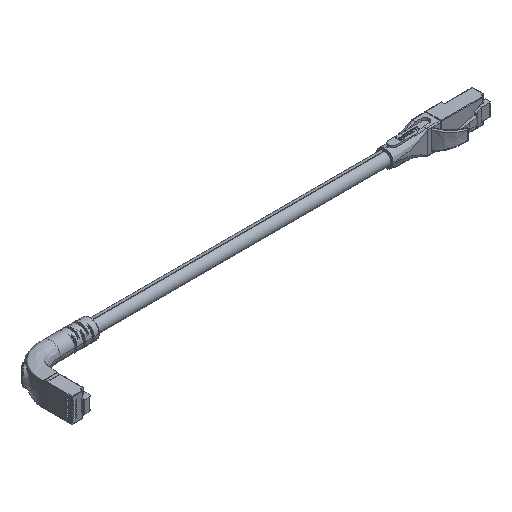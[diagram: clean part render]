
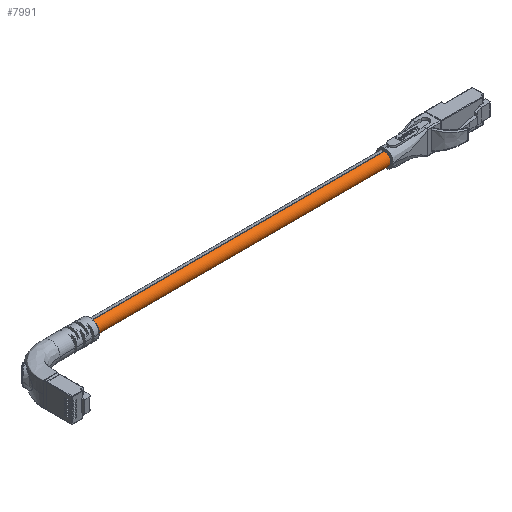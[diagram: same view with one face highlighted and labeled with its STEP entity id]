
A CAD part, isometric view. The second image highlights one B-rep face of the part: STEP entity #7991.
In plain terms, the highlighted cylindrical face has radius 3.048 mm (diameter 6.096 mm), a partial arc.
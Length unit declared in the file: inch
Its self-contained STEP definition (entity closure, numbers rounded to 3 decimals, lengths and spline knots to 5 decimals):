
#750 = VERTEX_POINT ( 'NONE', #33170 ) ;
#754 = VERTEX_POINT ( 'NONE', #33174 ) ;
#774 = VERTEX_POINT ( 'NONE', #33194 ) ;
#806 = VERTEX_POINT ( 'NONE', #33226 ) ;
#6918 = AXIS2_PLACEMENT_3D ( 'NONE', #28816, #28817, #28818 ) ;
#6920 = AXIS2_PLACEMENT_3D ( 'NONE', #28823, #28824, #28825 ) ;
#7991 = ADVANCED_FACE ( 'NONE', ( #25054 ), #25058, .T. ) ;
#8482 = EDGE_LOOP ( 'NONE', ( #8597, #8598, #8599, #8600 ) ) ;
#8597 = ORIENTED_EDGE ( 'NONE', *, *, #12780, .F. ) ;
#8598 = ORIENTED_EDGE ( 'NONE', *, *, #12776, .F. ) ;
#8599 = ORIENTED_EDGE ( 'NONE', *, *, #12777, .T. ) ;
#8600 = ORIENTED_EDGE ( 'NONE', *, *, #12773, .T. ) ;
#12642 = AXIS2_PLACEMENT_3D ( 'NONE', #13594, #13592, #13587 ) ;
#12773 = EDGE_CURVE ( 'NONE', #750, #774, #26416, .T. ) ;
#12776 = EDGE_CURVE ( 'NONE', #806, #754, #26429, .T. ) ;
#12777 = EDGE_CURVE ( 'NONE', #806, #750, #26430, .T. ) ;
#12780 = EDGE_CURVE ( 'NONE', #754, #774, #26431, .T. ) ;
#13587 = DIRECTION ( 'NONE',  ( 0., 0., 1. ) ) ;
#13592 = DIRECTION ( 'NONE',  ( -1., 0., 0. ) ) ;
#13594 = CARTESIAN_POINT ( 'NONE',  ( 3., 0., 0. ) ) ;
#25054 = FACE_OUTER_BOUND ( 'NONE', #8482, .T. ) ;
#25058 = CYLINDRICAL_SURFACE ( 'NONE', #12642, 0.12 ) ;
#26416 = CIRCLE ( 'NONE', #6918, 0.12 ) ;
#26429 = CIRCLE ( 'NONE', #6920, 0.12 ) ;
#26430 = LINE ( 'NONE', #28822, #26433 ) ;
#26431 = LINE ( 'NONE', #28827, #26436 ) ;
#26433 = VECTOR ( 'NONE', #28812, 39.37008 ) ;
#26436 = VECTOR ( 'NONE', #28801, 39.37008 ) ;
#28801 = DIRECTION ( 'NONE',  ( -1., 0., 0. ) ) ;
#28812 = DIRECTION ( 'NONE',  ( -1., 0., 0. ) ) ;
#28816 = CARTESIAN_POINT ( 'NONE',  ( -3., 0., 0. ) ) ;
#28817 = DIRECTION ( 'NONE',  ( 1., 0., 0. ) ) ;
#28818 = DIRECTION ( 'NONE',  ( 0., 0., -1. ) ) ;
#28822 = CARTESIAN_POINT ( 'NONE',  ( 3., 0., 0.12 ) ) ;
#28823 = CARTESIAN_POINT ( 'NONE',  ( 3., 0., 0. ) ) ;
#28824 = DIRECTION ( 'NONE',  ( 1., 0., 0. ) ) ;
#28825 = DIRECTION ( 'NONE',  ( 0., 0., -1. ) ) ;
#28827 = CARTESIAN_POINT ( 'NONE',  ( 3., 0., -0.12 ) ) ;
#33170 = CARTESIAN_POINT ( 'NONE',  ( -3., 0., 0.12 ) ) ;
#33174 = CARTESIAN_POINT ( 'NONE',  ( 3., 0., -0.12 ) ) ;
#33194 = CARTESIAN_POINT ( 'NONE',  ( -3., 0., -0.12 ) ) ;
#33226 = CARTESIAN_POINT ( 'NONE',  ( 3., 0., 0.12 ) ) ;
